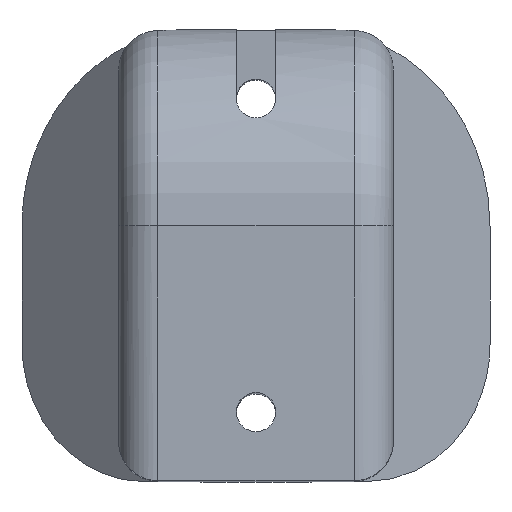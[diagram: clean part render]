
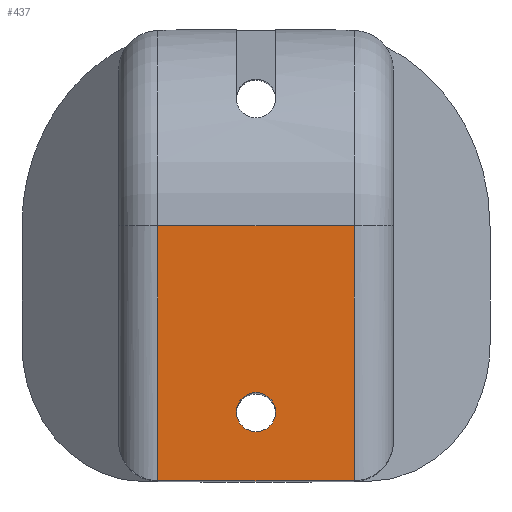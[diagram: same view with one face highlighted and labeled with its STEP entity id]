
A CAD part, top view. The second image highlights one B-rep face of the part: STEP entity #437.
In plain terms, the highlighted planar face has unit normal (0, 0, 1).
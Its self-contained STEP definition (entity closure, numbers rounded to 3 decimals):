
#41 = DIRECTION ( 'NONE',  ( 0., 1., 0. ) ) ;
#56 = CARTESIAN_POINT ( 'NONE',  ( 2.5, 11.5, 17.89 ) ) ;
#70 = FACE_BOUND ( 'NONE', #1274, .T. ) ;
#113 = DIRECTION ( 'NONE',  ( -1., 0., 0. ) ) ;
#125 = CIRCLE ( 'NONE', #967, 0.5 ) ;
#140 = ORIENTED_EDGE ( 'NONE', *, *, #929, .T. ) ;
#141 = CARTESIAN_POINT ( 'NONE',  ( 0., 1.75, 17.89 ) ) ;
#179 = VERTEX_POINT ( 'NONE', #1137 ) ;
#181 = CARTESIAN_POINT ( 'NONE',  ( 3.5, 11.5, 17.89 ) ) ;
#187 = VECTOR ( 'NONE', #308, 1000. ) ;
#195 = EDGE_CURVE ( 'NONE', #1267, #1020, #481, .T. ) ;
#212 = CARTESIAN_POINT ( 'NONE',  ( 0.5, 1.75, 17.89 ) ) ;
#216 = LINE ( 'NONE', #1092, #661 ) ;
#269 = DIRECTION ( 'NONE',  ( 1., 0., 0. ) ) ;
#289 = VERTEX_POINT ( 'NONE', #212 ) ;
#308 = DIRECTION ( 'NONE',  ( 0., -1., 0. ) ) ;
#378 = CARTESIAN_POINT ( 'NONE',  ( -2.5, 6.5, 17.89 ) ) ;
#406 = DIRECTION ( 'NONE',  ( 0., 0., -1. ) ) ;
#419 = LINE ( 'NONE', #875, #187 ) ;
#437 = ADVANCED_FACE ( 'NONE', ( #70, #1065 ), #1076, .F. ) ;
#456 = CIRCLE ( 'NONE', #824, 0.5 ) ;
#481 = LINE ( 'NONE', #1032, #1194 ) ;
#529 = DIRECTION ( 'NONE',  ( -1., 0., 0. ) ) ;
#548 = ORIENTED_EDGE ( 'NONE', *, *, #1195, .F. ) ;
#590 = CARTESIAN_POINT ( 'NONE',  ( -2.5, 0., 17.89 ) ) ;
#610 = EDGE_CURVE ( 'NONE', #1020, #1144, #812, .T. ) ;
#621 = ORIENTED_EDGE ( 'NONE', *, *, #610, .T. ) ;
#650 = DIRECTION ( 'NONE',  ( 0., 0., 1. ) ) ;
#658 = DIRECTION ( 'NONE',  ( 1., 0., 0. ) ) ;
#661 = VECTOR ( 'NONE', #113, 1000. ) ;
#703 = ORIENTED_EDGE ( 'NONE', *, *, #195, .T. ) ;
#812 = LINE ( 'NONE', #56, #1261 ) ;
#817 = CARTESIAN_POINT ( 'NONE',  ( 2.5, 0., 17.89 ) ) ;
#820 = EDGE_CURVE ( 'NONE', #1252, #1267, #419, .T. ) ;
#821 = AXIS2_PLACEMENT_3D ( 'NONE', #181, #406, #529 ) ;
#824 = AXIS2_PLACEMENT_3D ( 'NONE', #1161, #1145, #269 ) ;
#875 = CARTESIAN_POINT ( 'NONE',  ( -2.5, 11.5, 17.89 ) ) ;
#929 = EDGE_CURVE ( 'NONE', #1144, #1252, #216, .T. ) ;
#967 = AXIS2_PLACEMENT_3D ( 'NONE', #141, #650, #658 ) ;
#974 = ORIENTED_EDGE ( 'NONE', *, *, #1064, .F. ) ;
#1020 = VERTEX_POINT ( 'NONE', #817 ) ;
#1032 = CARTESIAN_POINT ( 'NONE',  ( 3.5, 0., 17.89 ) ) ;
#1064 = EDGE_CURVE ( 'NONE', #289, #179, #456, .T. ) ;
#1065 = FACE_OUTER_BOUND ( 'NONE', #1410, .T. ) ;
#1076 = PLANE ( 'NONE',  #821 ) ;
#1092 = CARTESIAN_POINT ( 'NONE',  ( 3.5, 6.5, 17.89 ) ) ;
#1137 = CARTESIAN_POINT ( 'NONE',  ( -0.5, 1.75, 17.89 ) ) ;
#1144 = VERTEX_POINT ( 'NONE', #1266 ) ;
#1145 = DIRECTION ( 'NONE',  ( 0., 0., 1. ) ) ;
#1161 = CARTESIAN_POINT ( 'NONE',  ( 0., 1.75, 17.89 ) ) ;
#1162 = ORIENTED_EDGE ( 'NONE', *, *, #820, .T. ) ;
#1194 = VECTOR ( 'NONE', #1363, 1000. ) ;
#1195 = EDGE_CURVE ( 'NONE', #179, #289, #125, .T. ) ;
#1252 = VERTEX_POINT ( 'NONE', #378 ) ;
#1261 = VECTOR ( 'NONE', #41, 1000. ) ;
#1266 = CARTESIAN_POINT ( 'NONE',  ( 2.5, 6.5, 17.89 ) ) ;
#1267 = VERTEX_POINT ( 'NONE', #590 ) ;
#1274 = EDGE_LOOP ( 'NONE', ( #974, #548 ) ) ;
#1363 = DIRECTION ( 'NONE',  ( 1., 0., 0. ) ) ;
#1410 = EDGE_LOOP ( 'NONE', ( #703, #621, #140, #1162 ) ) ;
